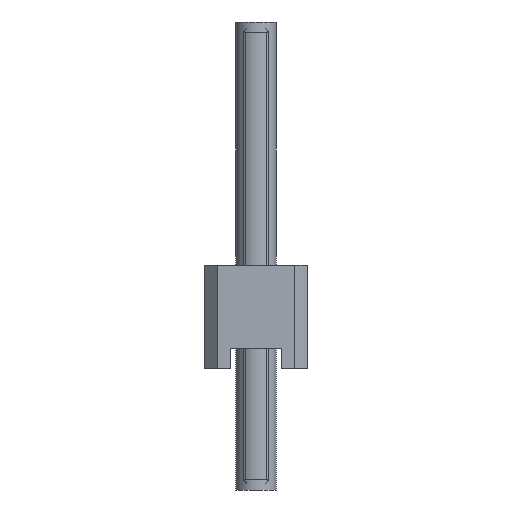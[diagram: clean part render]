
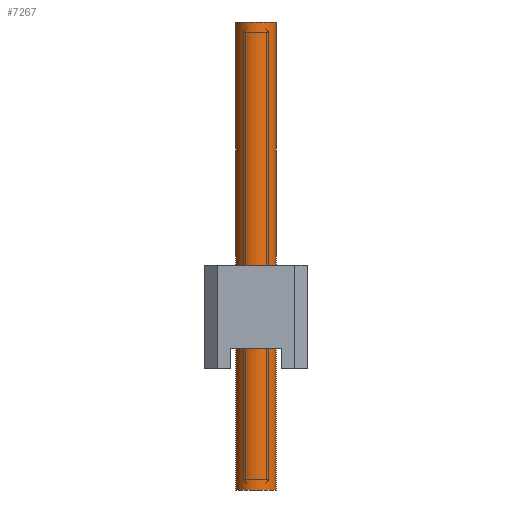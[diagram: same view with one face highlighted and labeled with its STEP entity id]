
A CAD part, left-side view. The second image highlights one B-rep face of the part: STEP entity #7267.
In plain terms, the highlighted cylindrical face has radius 0.5 mm (diameter 1 mm), a full revolution.
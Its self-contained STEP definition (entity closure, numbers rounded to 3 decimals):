
#4118=ORIENTED_EDGE('',*,*,#5152,.F.);
#4119=ORIENTED_EDGE('',*,*,#5153,.T.);
#5152=EDGE_CURVE('',#5842,#5842,#6028,.T.);
#5153=EDGE_CURVE('',#5843,#5843,#6029,.T.);
#5842=VERTEX_POINT('',#11934);
#5843=VERTEX_POINT('',#11936);
#6028=CIRCLE('',#7853,0.5);
#6029=CIRCLE('',#7854,0.5);
#6424=EDGE_LOOP('',(#4118));
#6425=EDGE_LOOP('',(#4119));
#6820=FACE_BOUND('',#6424,.T.);
#6821=FACE_BOUND('',#6425,.T.);
#6918=CYLINDRICAL_SURFACE('',#7852,0.5);
#7267=ADVANCED_FACE('',(#6820,#6821),#6918,.F.);
#7852=AXIS2_PLACEMENT_3D('',#11932,#9810,#9811);
#7853=AXIS2_PLACEMENT_3D('',#11933,#9812,#9813);
#7854=AXIS2_PLACEMENT_3D('',#11935,#9814,#9815);
#9810=DIRECTION('',(0.,0.,1.));
#9811=DIRECTION('',(1.,0.,0.));
#9812=DIRECTION('',(0.,0.,-1.));
#9813=DIRECTION('',(1.,0.,0.));
#9814=DIRECTION('',(0.,0.,-1.));
#9815=DIRECTION('',(1.,0.,0.));
#11932=CARTESIAN_POINT('',(0.,0.,0.));
#11933=CARTESIAN_POINT('',(0.,0.,11.54));
#11934=CARTESIAN_POINT('',(0.5,0.,11.54));
#11935=CARTESIAN_POINT('',(0.,0.,0.));
#11936=CARTESIAN_POINT('',(0.5,0.,0.));
